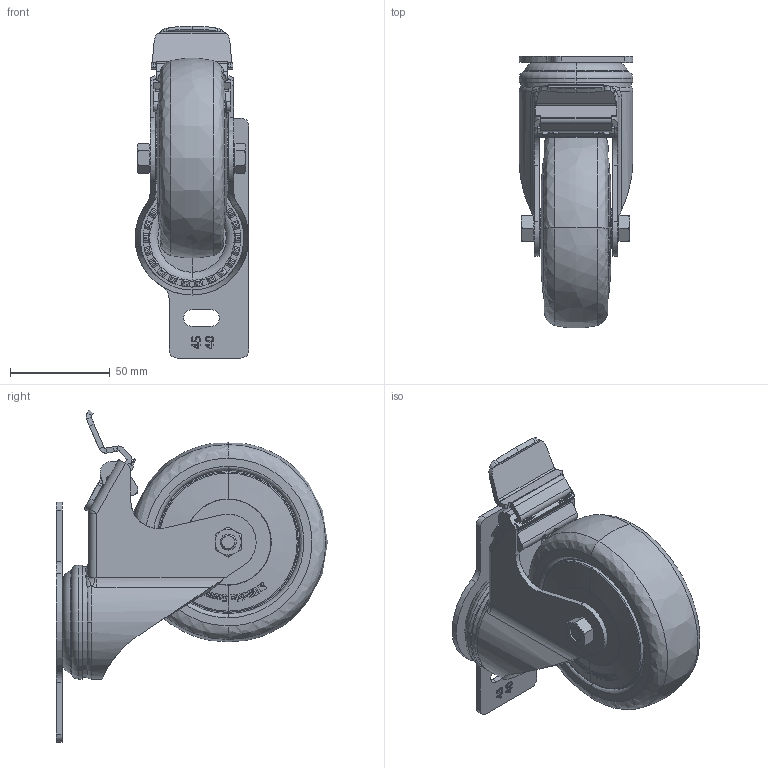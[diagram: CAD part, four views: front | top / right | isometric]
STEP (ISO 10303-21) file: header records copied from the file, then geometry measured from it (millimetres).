
FILE_DESCRIPTION (( 'STEP AP214' ), '1' );
FILE_NAME ('Accessories for aluminium profiles098S100TD4045NESD.step', '2017-05-15T07:12:46', ( '' ), ( '' ), 'SwSTEP 2.0', 'SolidWorks 2017', '' );
FILE_SCHEMA (( 'AUTOMOTIVE_DESIGN' ));
Length unit declared in the file: millimetre
Products named in the file (5): TPA_101_8K-ELS-FK_606228-214_selction no pls; 4DIN931M08048MS01; 4DIN934M08M; 098S___D4045 a.Tab_098S100D4045; Accessories for aluminium profiles098S100TD4045NESD
Assembly tree (4 placements, depth 2):
  Accessories for aluminium profiles098S100TD4045NESD
    098S___D4045 a.Tab_098S100D4045
    4DIN934M08M
    4DIN931M08048MS01
    TPA_101_8K-ELS-FK_606228-214_selction no pls
Bounding box: 57 x 135.86 x 166.07 mm (x, y, z)
Volume: 342498.8 mm3; surface area: 76244.3 mm2
Topology: 5 solids, 7 shells, 1871 faces, 4886 edges, 3132 vertices
Faces by surface type: plane 856, bspline 487, cylinder 355, torus 85, cone 85, sphere 3
Entity records: 91383 total; most frequent: CARTESIAN_POINT 43077, ORIENTED_EDGE 9756, DIRECTION 6571, EDGE_CURVE 4878, VERTEX_POINT 3130, LINE 2379, VECTOR 2379, AXIS2_PLACEMENT_3D 2096
